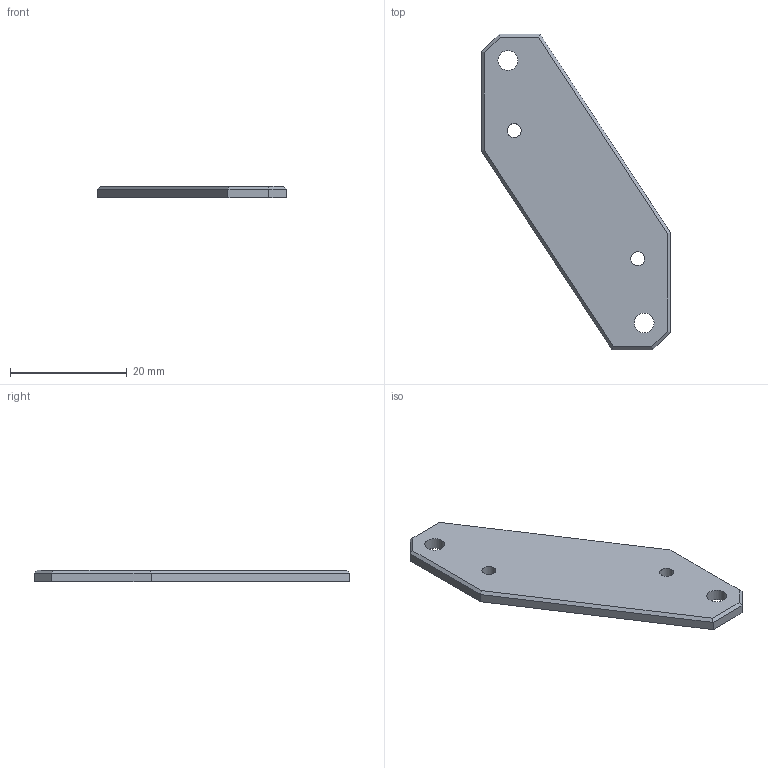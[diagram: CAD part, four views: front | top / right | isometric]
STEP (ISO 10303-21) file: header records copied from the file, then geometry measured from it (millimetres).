
FILE_DESCRIPTION(('HOOPS Exchange Step'),'2;1');
FILE_NAME('temp_export','2024-03-18T21:06:07+19:00',('DentedAF'),('Shapr3D Limited'),'HOOPS Exchange 2023.2','Shapr3D','Authorized');
FILE_SCHEMA( ('AUTOMOTIVE_DESIGN { 1 0 10303 214 1 1 1 1 }') );
Length unit declared in the file: millimetre
Products named in the file (1): root
Bounding box: 32.3 x 54 x 2 mm (x, y, z)
Volume: 1882.5 mm3; surface area: 2207.4 mm2
Topology: 1 solids, 1 shells, 22 faces, 56 edges, 36 vertices
Faces by surface type: plane 18, cylinder 4
Full cylindrical faces by diameter (mm): 2.4 x2, 3.4 x2
Entity records: 700 total; most frequent: CARTESIAN_POINT 115, DIRECTION 114, ORIENTED_EDGE 112, EDGE_CURVE 56, VECTOR 44, LINE 44, VERTEX_POINT 36, AXIS2_PLACEMENT_3D 35
